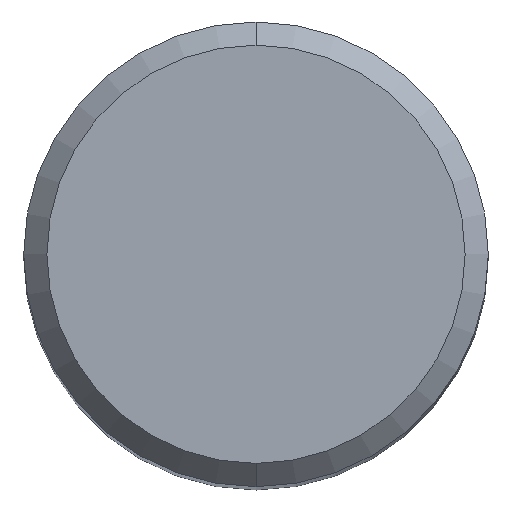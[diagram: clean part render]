
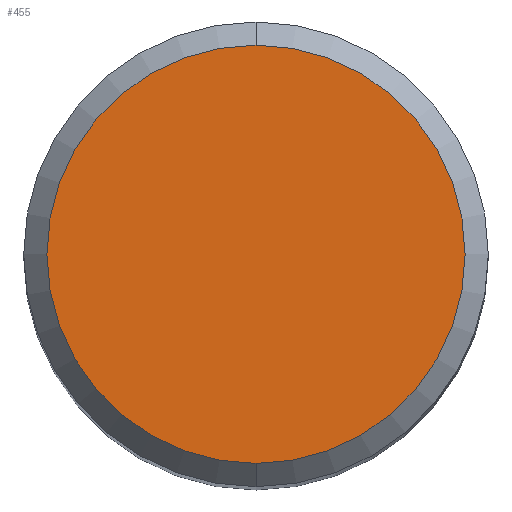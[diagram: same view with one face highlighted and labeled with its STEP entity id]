
A CAD part, top view. The second image highlights one B-rep face of the part: STEP entity #455.
In plain terms, the highlighted planar face has unit normal (0, 0, 1).
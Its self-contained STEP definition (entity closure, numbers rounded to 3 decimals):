
#455=ADVANCED_FACE('',(#1068),#1069,.T.);
#479=EDGE_CURVE('',#691,#775,#1094,.T.);
#691=VERTEX_POINT('',#1319);
#775=VERTEX_POINT('',#1413);
#871=EDGE_CURVE('',#775,#691,#1517,.T.);
#1068=FACE_OUTER_BOUND('',#4673,.T.);
#1069=PLANE('',#4674);
#1094=CIRCLE('',#4798,7.2);
#1319=CARTESIAN_POINT('',(0.,-7.2,0.0));
#1413=CARTESIAN_POINT('',(0.0,7.2,0.0));
#1517=CIRCLE('',#9085,7.2);
#4673=EDGE_LOOP('',(#9339,#9340));
#4674=AXIS2_PLACEMENT_3D('',#9341,#9342,#9343);
#4798=AXIS2_PLACEMENT_3D('',#9361,#9362,#9363);
#9085=AXIS2_PLACEMENT_3D('',#9779,#9780,#9781);
#9339=ORIENTED_EDGE('',*,*,#871,.F.);
#9340=ORIENTED_EDGE('',*,*,#479,.F.);
#9341=CARTESIAN_POINT('',(0.0,3.6,0.0));
#9342=DIRECTION('',(-0.0,0.0,1.0));
#9343=DIRECTION('',(0.0,-1.0,0.0));
#9361=CARTESIAN_POINT('',(0.0,0.0,0.0));
#9362=DIRECTION('',(0.0,0.0,-1.0));
#9363=DIRECTION('',(0.0,1.0,0.0));
#9779=CARTESIAN_POINT('',(0.0,0.0,0.0));
#9780=DIRECTION('',(0.0,0.0,-1.0));
#9781=DIRECTION('',(0.0,1.0,0.0));
